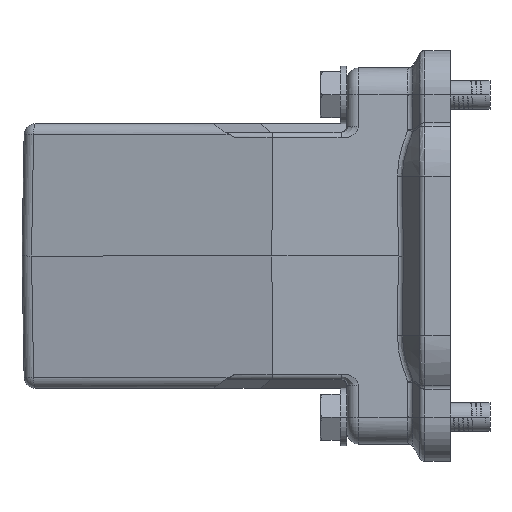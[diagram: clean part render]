
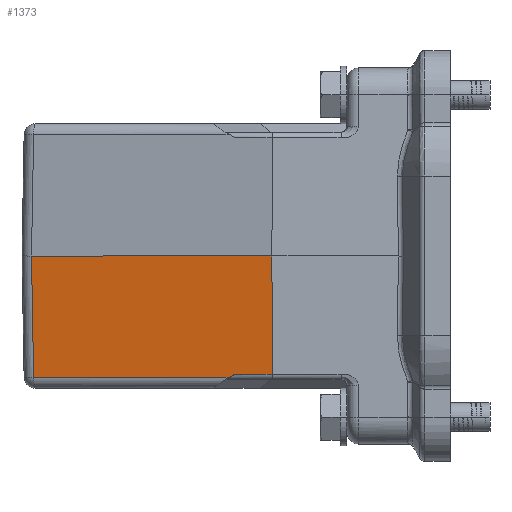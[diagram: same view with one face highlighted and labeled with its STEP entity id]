
A CAD part, left-side view. The second image highlights one B-rep face of the part: STEP entity #1373.
In plain terms, the highlighted planar face has unit normal (-0.985, 0.174, -0.018).
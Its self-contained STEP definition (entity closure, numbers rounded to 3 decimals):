
#888=PLANE('',#14232);
#1373=ADVANCED_FACE('',(#2195),#888,.F.);
#2195=FACE_OUTER_BOUND('',#2857,.T.);
#2857=EDGE_LOOP('',(#8012,#8013,#8014,#8015,#8016,#8017));
#3922=LINE('',#25262,#4921);
#3924=LINE('',#25289,#4923);
#3926=LINE('',#25302,#4925);
#3927=LINE('',#25304,#4926);
#3928=LINE('',#25305,#4927);
#3929=LINE('',#25307,#4928);
#4921=VECTOR('',#16737,1.);
#4923=VECTOR('',#16741,1.);
#4925=VECTOR('',#16745,1.);
#4926=VECTOR('',#16748,1.);
#4927=VECTOR('',#16749,1.);
#4928=VECTOR('',#16750,1.);
#8012=ORIENTED_EDGE('',*,*,#12319,.F.);
#8013=ORIENTED_EDGE('',*,*,#12311,.T.);
#8014=ORIENTED_EDGE('',*,*,#12315,.T.);
#8015=ORIENTED_EDGE('',*,*,#12318,.T.);
#8016=ORIENTED_EDGE('',*,*,#12320,.F.);
#8017=ORIENTED_EDGE('',*,*,#12321,.F.);
#10256=VERTEX_POINT('',#24165);
#10389=VERTEX_POINT('',#24681);
#10460=VERTEX_POINT('',#25263);
#10462=VERTEX_POINT('',#25288);
#10464=VERTEX_POINT('',#25301);
#10465=VERTEX_POINT('',#25306);
#12311=EDGE_CURVE('',#10389,#10460,#3922,.T.);
#12315=EDGE_CURVE('',#10460,#10462,#3924,.T.);
#12318=EDGE_CURVE('',#10462,#10464,#3926,.T.);
#12319=EDGE_CURVE('',#10389,#10256,#3927,.T.);
#12320=EDGE_CURVE('',#10465,#10464,#3928,.T.);
#12321=EDGE_CURVE('',#10256,#10465,#3929,.T.);
#14232=AXIS2_PLACEMENT_3D('',#25308,#16751,#16752);
#16737=DIRECTION('',(-0.174,-0.985,0.));
#16741=DIRECTION('',(-0.159,-0.854,0.495));
#16745=DIRECTION('',(-0.174,-0.985,0.));
#16748=DIRECTION('',(-0.015,0.017,1.));
#16749=DIRECTION('',(0.017,-0.002,-1.));
#16750=DIRECTION('',(-0.174,-0.985,0.));
#16751=DIRECTION('',(0.985,-0.174,0.017));
#16752=DIRECTION('',(-0.174,-0.985,0.));
#24165=CARTESIAN_POINT('',(-22.63,61.596,0.));
#24681=CARTESIAN_POINT('',(-22.322,61.229,-21.035));
#25262=CARTESIAN_POINT('',(-22.322,61.229,-21.035));
#25263=CARTESIAN_POINT('',(-28.341,27.092,-21.035));
#25288=CARTESIAN_POINT('',(-28.508,26.199,-20.517));
#25289=CARTESIAN_POINT('',(-28.341,27.092,-21.035));
#25301=CARTESIAN_POINT('',(-29.642,19.769,-20.517));
#25302=CARTESIAN_POINT('',(-28.508,26.199,-20.517));
#25304=CARTESIAN_POINT('',(-22.322,61.229,-21.035));
#25305=CARTESIAN_POINT('',(-30.,19.8,0.));
#25306=CARTESIAN_POINT('',(-30.,19.8,0.));
#25307=CARTESIAN_POINT('',(-22.63,61.596,0.));
#25308=CARTESIAN_POINT('',(-26.134,40.666,-10.517));
